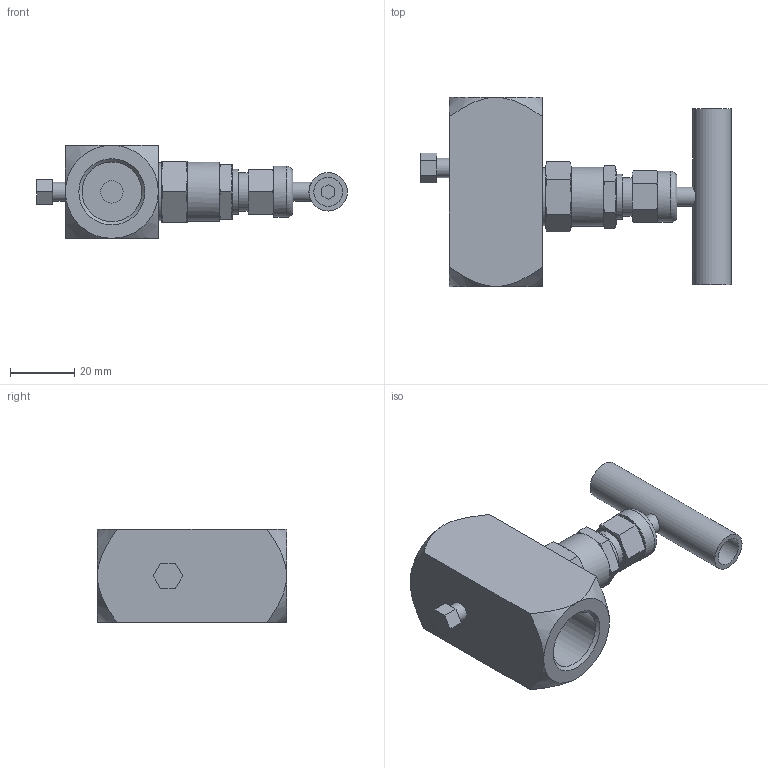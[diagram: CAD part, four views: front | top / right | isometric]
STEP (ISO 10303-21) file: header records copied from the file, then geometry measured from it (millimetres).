
FILE_DESCRIPTION(/* description */ ('SS-2V4 внутр-внутр-60МПа'),/* implementation_level */ '2;1');
FILE_NAME(/* name */ 'SS-2V4 внутр-внутр-60МПа.stp',/* time_stamp */ '2023-07-14T14:59:00+03:00',/* author */ ('Tech'),/* organization */ (''),/* preprocessor_version */ 'ST-DEVELOPER v18.1',/* originating_system */ 'Autodesk Inventor 2021',/* authorisation */ '');
FILE_SCHEMA (('AUTOMOTIVE_DESIGN { 1 0 10303 214 3 1 1 }'));
Length unit declared in the file: millimetre
Products named in the file (1): SS-2V4 внутр-внутр-
60МПа
Bounding box: 97 x 59 x 29.1 mm (x, y, z)
Volume: 56285.9 mm3; surface area: 16173.9 mm2
Topology: 2 solids, 2 shells, 200 faces, 484 edges, 317 vertices
Faces by surface type: plane 128, cone 46, cylinder 25, torus 1
Full cylindrical faces by diameter (mm): 2.584 x1, 5.115 x1, 6 x2, 7 x2, 9 x2, 12 x2, 14 x1, 16 x1, 18 x1, 18.5 x1, 18.631 x2
Entity records: 5800 total; most frequent: CARTESIAN_POINT 1213, ORIENTED_EDGE 968, DIRECTION 922, EDGE_CURVE 484, AXIS2_PLACEMENT_3D 328, VERTEX_POINT 317, LINE 266, VECTOR 266
